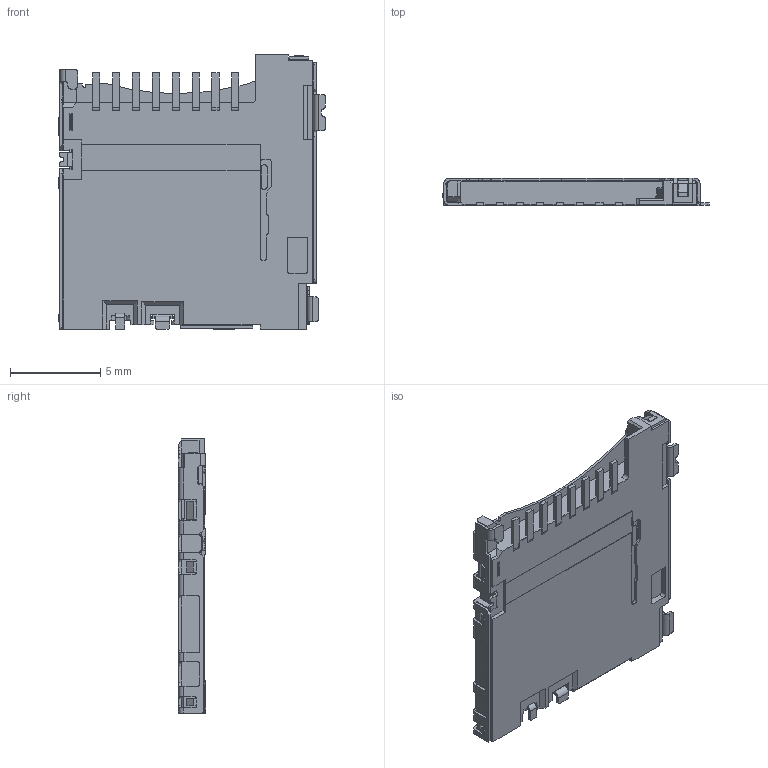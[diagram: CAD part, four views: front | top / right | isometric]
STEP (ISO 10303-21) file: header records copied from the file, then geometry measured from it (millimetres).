
FILE_DESCRIPTION (( 'STEP AP214' ), '1' );
FILE_NAME ('PJS008-2130.STEP', '2013-02-04T01:01:31', ( 'HP-Z400' ), ( 'Hewlett-Packard Company' ), 'SwSTEP 2.0', 'SolidWorks 2010', '' );
FILE_SCHEMA (( 'AUTOMOTIVE_DESIGN' ));
Length unit declared in the file: millimetre
Products named in the file (1): PJS008-2130
Bounding box: 14.75 x 1.5 x 15.2 mm (x, y, z)
Volume: 256.7 mm3; surface area: 599.9 mm2
Topology: 1 solids, 1 shells, 782 faces, 2301 edges, 1494 vertices
Faces by surface type: plane 546, cylinder 229, bspline 6, cone 1
Entity records: 26511 total; most frequent: CARTESIAN_POINT 5855, ORIENTED_EDGE 4600, DIRECTION 3930, EDGE_CURVE 2300, LINE 1736, VECTOR 1736, VERTEX_POINT 1494, AXIS2_PLACEMENT_3D 1097
